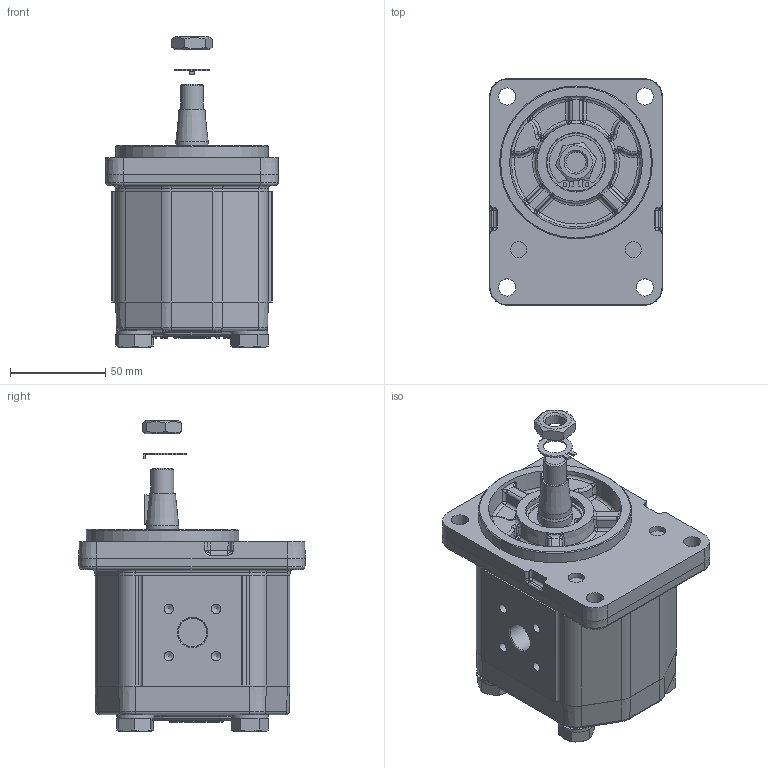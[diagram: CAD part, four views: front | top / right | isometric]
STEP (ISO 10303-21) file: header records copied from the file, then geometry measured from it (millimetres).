
FILE_DESCRIPTION(/* description */ (''),/* implementation_level */ '2;1');
FILE_NAME(/* name */ '1ML16DJ23F.stp',/* time_stamp */ '2023-04-05T11:25:05+02:00',/* author */ ('Marc Suñen'),/* organization */ (''),/* preprocessor_version */ 'ST-DEVELOPER v19',/* originating_system */ 'Autodesk Inventor 2023',/* authorisation */ '');
FILE_SCHEMA (('AUTOMOTIVE_DESIGN { 1 0 10303 214 3 1 1 }'));
Length unit declared in the file: millimetre
Products named in the file (1): 1ML16DJ23F
Bounding box: 90.55 x 118.55 x 162.8 mm (x, y, z)
Volume: 741842.3 mm3; surface area: 66942.1 mm2
Topology: 3 solids, 3 shells, 848 faces, 1991 edges, 1121 vertices
Faces by surface type: plane 256, cylinder 255, torus 109, bspline 98, cone 83, sphere 47
Full cylindrical faces by diameter (mm): 2 x2, 5 x8, 8.5 x2, 9 x4, 10.5 x1, 12 x1, 12.2 x1, 15 x1, 17 x1, 17.97 x1, 18.5 x1, 19.5 x4, 20 x1, 30 x1, 30.5 x1, 30.6 x1, 31.7 x1, 80 x1
Entity records: 26941 total; most frequent: CARTESIAN_POINT 7126, DIRECTION 4136, ORIENTED_EDGE 3862, EDGE_CURVE 1931, AXIS2_PLACEMENT_3D 1682, VERTEX_POINT 1121, CIRCLE 915, EDGE_LOOP 894
